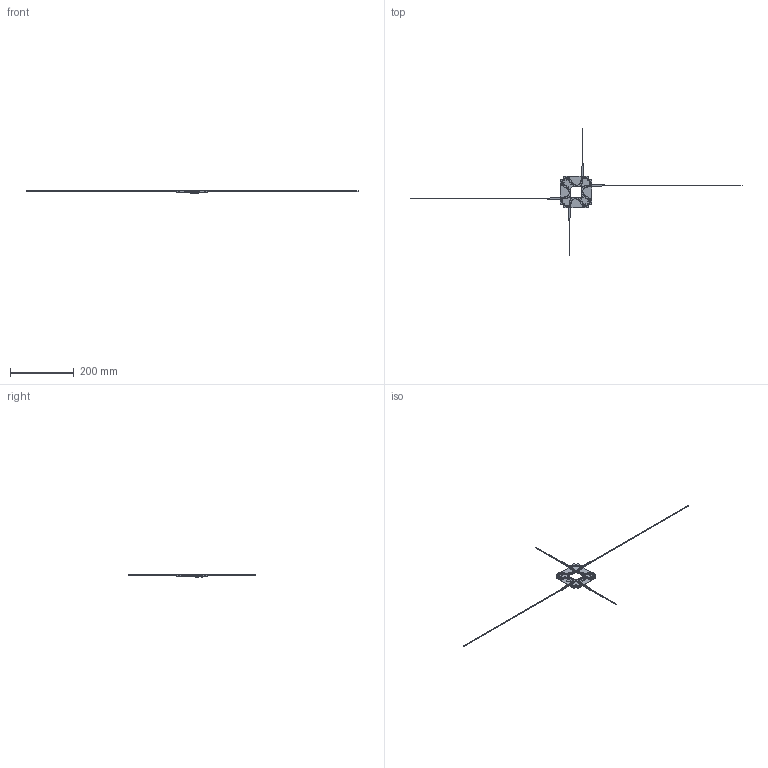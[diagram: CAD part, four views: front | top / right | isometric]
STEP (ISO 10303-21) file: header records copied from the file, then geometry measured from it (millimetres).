
FILE_DESCRIPTION(/* description */ ('Unknown'),/* implementation_level */ '2;1');
FILE_NAME(/* name */ 'SM-SAM-ML-0020_1.0_1U Assembly',/* time_stamp */ '2024-08-05T15:20:12+02:00',/* author */ ('Unknown'),/* organization */ ('Unknown'),/* preprocessor_version */ 'ST-DEVELOPER v19.4',/* originating_system */ 'Solid Edge',/* authorisation */ 'Unknown');
FILE_SCHEMA (('AUTOMOTIVE_DESIGN {1 0 10303 214 3 1 1}'));
Products named in the file (1): SM-SAM-ML-0020_1.0_1U Assembly
Bounding box: 1038 x 398 x 9.06 mm (x, y, z)
Volume: 389.1 mm3; surface area: 37101.1 mm2
Topology: 32 solids, 33 shells, 4360 faces, 12013 edges, 7817 vertices
Faces by surface type: plane 2696, cylinder 1254, cone 388, torus 22
Full cylindrical faces by diameter (mm): 0.3 x10, 0.5 x3, 0.711 x2, 0.75 x10, 0.8 x16, 0.85 x4, 1 x6, 1.006 x16, 1.075 x4, 1.2 x8, 1.4 x24, 1.5 x20, 1.567 x12, 1.6 x8, 1.651 x2, 1.8 x4, 2 x12, 2.013 x10, 2.05 x2, 2.4 x2, 2.41 x2, 2.5 x8, 2.7 x8, 2.89 x2, 3 x4, 3.02 x2, 3.1 x4, 3.5 x2, 3.8 x16, 4 x4
Entity records: 166491 total; most frequent: CARTESIAN_POINT 29614, ORIENTED_EDGE 22204, DIRECTION 21116, EDGE_CURVE 11102, VERTEX_POINT 7472, LINE 7048, VECTOR 7048, AXIS2_PLACEMENT_3D 7034
